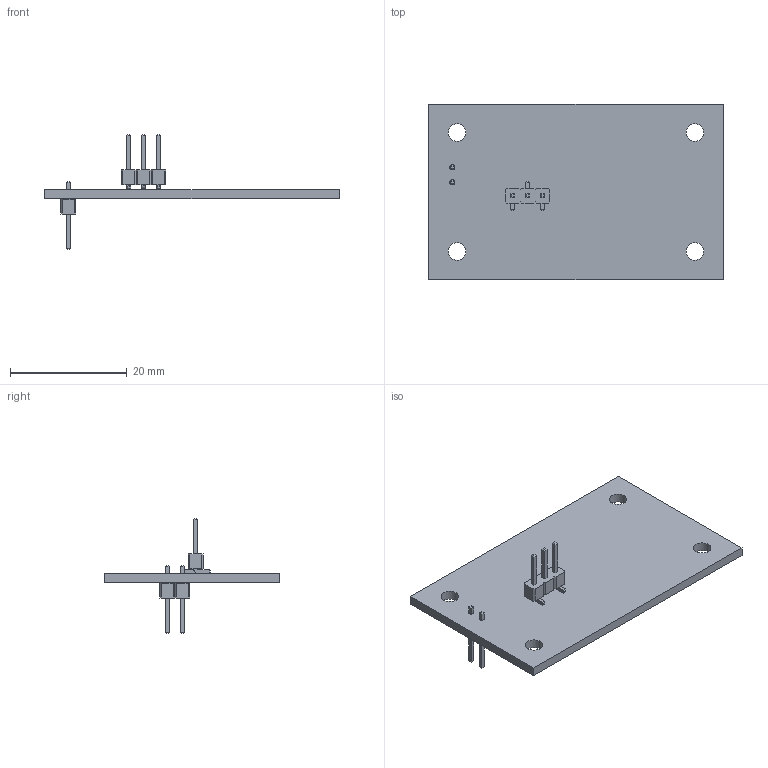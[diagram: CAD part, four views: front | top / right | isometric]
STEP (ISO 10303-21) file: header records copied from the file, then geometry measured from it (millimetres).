
FILE_DESCRIPTION(('KiCad electronic assembly'),'2;1');
FILE_NAME('PINHOLDER03.step','2023-05-29T01:40:51',('Pcbnew'),('Kicad'), 'Open CASCADE STEP processor 7.5','KiCad to STEP converter','Unknown' );
FILE_SCHEMA(('AUTOMOTIVE_DESIGN { 1 0 10303 214 1 1 1 1 }'));
Length unit declared in the file: millimetre
Products named in the file (6): PINHOLDER03 1; PinHeader_1x03_P2.54mm_Vertical_SMD_Pin1Left; SOLID; PinHeader_1x02_P2.54mm_Vertical; tmpr_vcv6u9 PCB
Assembly tree (5 placements, depth 3):
  PINHOLDER03 1
    PinHeader_1x03_P2.54mm_Vertical_SMD_Pin1Left
      SOLID
    PinHeader_1x02_P2.54mm_Vertical
      SOLID
    tmpr_vcv6u9 PCB
Bounding box: 50.29 x 29.97 x 19.54 mm (x, y, z)
Volume: 2462.8 mm3; surface area: 3546.4 mm2
Topology: 3 solids, 3 shells, 149 faces, 359 edges, 226 vertices
Faces by surface type: plane 140, cylinder 9
Full cylindrical faces by diameter (mm): 0.889 x2, 3 x4
Entity records: 9980 total; most frequent: CARTESIAN_POINT 1458, DIRECTION 1405, LINE 1041, VECTOR 1041, ORIENTED_EDGE 718, PCURVE 718, DEFINITIONAL_REPRESENTATION 718, EDGE_CURVE 359
